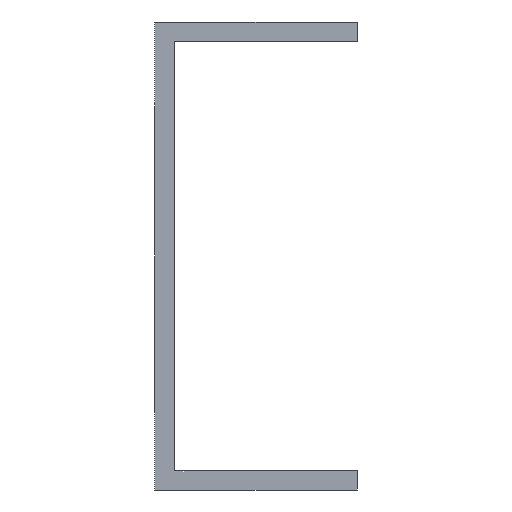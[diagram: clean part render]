
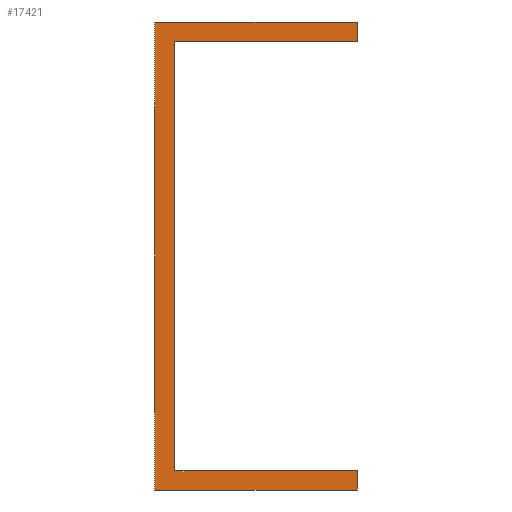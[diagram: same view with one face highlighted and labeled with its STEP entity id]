
A CAD part, front view. The second image highlights one B-rep face of the part: STEP entity #17421.
In plain terms, the highlighted planar face has unit normal (0, -1, 0).
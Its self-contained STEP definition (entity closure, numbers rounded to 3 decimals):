
#44 = VERTEX_POINT ( 'NONE', #19576 ) ;
#79 = VECTOR ( 'NONE', #754, 1000. ) ;
#89 = DIRECTION ( 'NONE',  ( 1., 0., 0. ) ) ;
#213 = ORIENTED_EDGE ( 'NONE', *, *, #1310, .T. ) ;
#754 = DIRECTION ( 'NONE',  ( -1., 0., 0. ) ) ;
#869 = CARTESIAN_POINT ( 'NONE',  ( 26., 0., 27.5 ) ) ;
#1310 = EDGE_CURVE ( 'NONE', #3811, #4706, #17419, .T. ) ;
#1439 = EDGE_CURVE ( 'NONE', #5467, #44, #7306, .T. ) ;
#2140 = ORIENTED_EDGE ( 'NONE', *, *, #4049, .F. ) ;
#2697 = VERTEX_POINT ( 'NONE', #10744 ) ;
#2897 = LINE ( 'NONE', #4742, #10668 ) ;
#3755 = LINE ( 'NONE', #7639, #19229 ) ;
#3811 = VERTEX_POINT ( 'NONE', #869 ) ;
#4049 = EDGE_CURVE ( 'NONE', #44, #11269, #3755, .T. ) ;
#4079 = ORIENTED_EDGE ( 'NONE', *, *, #13351, .T. ) ;
#4706 = VERTEX_POINT ( 'NONE', #19171 ) ;
#4707 = VECTOR ( 'NONE', #6256, 1000. ) ;
#4742 = CARTESIAN_POINT ( 'NONE',  ( 0., 0., 27.5 ) ) ;
#4835 = CARTESIAN_POINT ( 'NONE',  ( 26., 0., 27.5 ) ) ;
#5467 = VERTEX_POINT ( 'NONE', #19855 ) ;
#5522 = CARTESIAN_POINT ( 'NONE',  ( 26., 0., -30. ) ) ;
#5552 = PLANE ( 'NONE',  #15011 ) ;
#6256 = DIRECTION ( 'NONE',  ( 1., 0., 0. ) ) ;
#6367 = EDGE_CURVE ( 'NONE', #10329, #3811, #2897, .T. ) ;
#6807 = VECTOR ( 'NONE', #10216, 1000. ) ;
#6819 = EDGE_LOOP ( 'NONE', ( #4079, #12767, #18814, #213, #17608, #2140, #12304, #16896 ) ) ;
#7076 = DIRECTION ( 'NONE',  ( 0., 0., 1. ) ) ;
#7097 = DIRECTION ( 'NONE',  ( -1., 0., 0. ) ) ;
#7306 = LINE ( 'NONE', #8756, #6807 ) ;
#7437 = FACE_OUTER_BOUND ( 'NONE', #6819, .T. ) ;
#7639 = CARTESIAN_POINT ( 'NONE',  ( 0., 0., 30. ) ) ;
#7670 = VECTOR ( 'NONE', #18394, 1000. ) ;
#7672 = EDGE_CURVE ( 'NONE', #5467, #7815, #12274, .T. ) ;
#7815 = VERTEX_POINT ( 'NONE', #8990 ) ;
#8602 = DIRECTION ( 'NONE',  ( 0., -1., 0. ) ) ;
#8756 = CARTESIAN_POINT ( 'NONE',  ( 0., 0., -30. ) ) ;
#8824 = LINE ( 'NONE', #19277, #79 ) ;
#8913 = CARTESIAN_POINT ( 'NONE',  ( 2.5, 0., 27.5 ) ) ;
#8990 = CARTESIAN_POINT ( 'NONE',  ( 26., 0., -27.5 ) ) ;
#10216 = DIRECTION ( 'NONE',  ( -1., 0., 0. ) ) ;
#10329 = VERTEX_POINT ( 'NONE', #8913 ) ;
#10668 = VECTOR ( 'NONE', #89, 1000. ) ;
#10744 = CARTESIAN_POINT ( 'NONE',  ( 2.5, 0., -27.5 ) ) ;
#11269 = VERTEX_POINT ( 'NONE', #19303 ) ;
#12274 = LINE ( 'NONE', #5522, #15900 ) ;
#12304 = ORIENTED_EDGE ( 'NONE', *, *, #1439, .F. ) ;
#12362 = CARTESIAN_POINT ( 'NONE',  ( 0., 0., 30. ) ) ;
#12428 = EDGE_CURVE ( 'NONE', #11269, #4706, #12925, .T. ) ;
#12767 = ORIENTED_EDGE ( 'NONE', *, *, #17624, .T. ) ;
#12925 = LINE ( 'NONE', #12362, #4707 ) ;
#13241 = CARTESIAN_POINT ( 'NONE',  ( 2.5, 0., -27.5 ) ) ;
#13340 = VECTOR ( 'NONE', #18727, 1000. ) ;
#13351 = EDGE_CURVE ( 'NONE', #7815, #2697, #8824, .T. ) ;
#15011 = AXIS2_PLACEMENT_3D ( 'NONE', #13241, #8602, #7097 ) ;
#15860 = LINE ( 'NONE', #16861, #7670 ) ;
#15900 = VECTOR ( 'NONE', #7076, 1000. ) ;
#16861 = CARTESIAN_POINT ( 'NONE',  ( 2.5, 0., 30. ) ) ;
#16868 = DIRECTION ( 'NONE',  ( 0., 0., 1. ) ) ;
#16896 = ORIENTED_EDGE ( 'NONE', *, *, #7672, .T. ) ;
#17419 = LINE ( 'NONE', #4835, #13340 ) ;
#17421 = ADVANCED_FACE ( 'NONE', ( #7437 ), #5552, .T. ) ;
#17608 = ORIENTED_EDGE ( 'NONE', *, *, #12428, .F. ) ;
#17624 = EDGE_CURVE ( 'NONE', #2697, #10329, #15860, .T. ) ;
#18394 = DIRECTION ( 'NONE',  ( 0., 0., 1. ) ) ;
#18727 = DIRECTION ( 'NONE',  ( 0., 0., 1. ) ) ;
#18814 = ORIENTED_EDGE ( 'NONE', *, *, #6367, .T. ) ;
#19171 = CARTESIAN_POINT ( 'NONE',  ( 26., 0., 30. ) ) ;
#19229 = VECTOR ( 'NONE', #16868, 1000. ) ;
#19277 = CARTESIAN_POINT ( 'NONE',  ( 0., 0., -27.5 ) ) ;
#19303 = CARTESIAN_POINT ( 'NONE',  ( 0., 0., 30. ) ) ;
#19576 = CARTESIAN_POINT ( 'NONE',  ( 0., 0., -30. ) ) ;
#19855 = CARTESIAN_POINT ( 'NONE',  ( 26., 0., -30. ) ) ;
